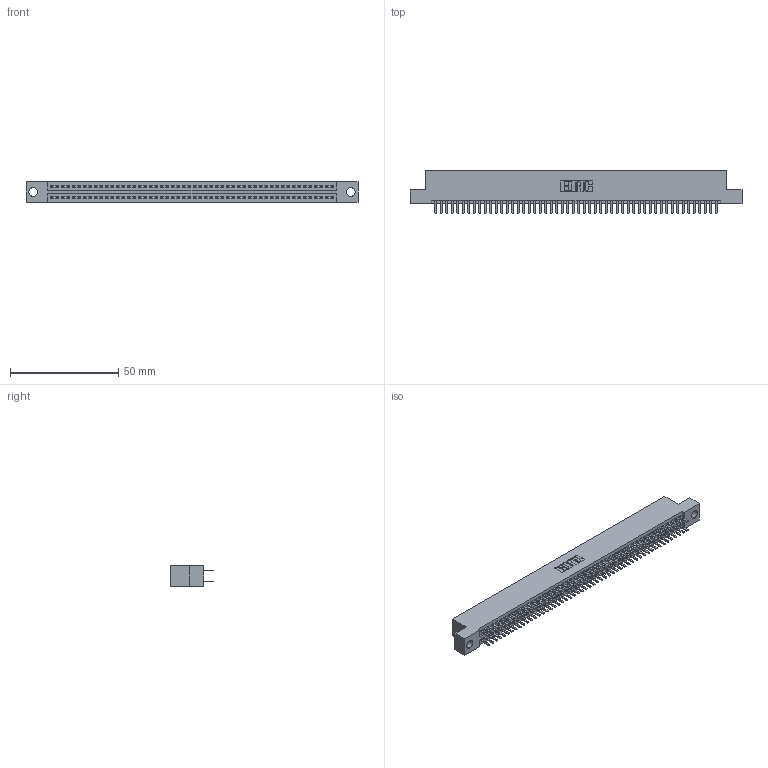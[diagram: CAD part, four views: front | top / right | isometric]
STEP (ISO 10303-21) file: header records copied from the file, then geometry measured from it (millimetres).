
FILE_DESCRIPTION (( 'STEP AP203' ), '1' );
FILE_NAME ('345-104-520-204.STEP', '2021-05-21T13:20:46', ( '' ), ( '' ), 'SwSTEP 2.0', 'SolidWorks 2020', '' );
FILE_SCHEMA (( 'CONFIG_CONTROL_DESIGN' ));
Length unit declared in the file: inch
Products named in the file (3): 345-292-001_345-293-120; 345-104-520-204; 345 Part_Flush Mounting Lugs - 0.156 Dia-TI
Assembly tree (105 placements, depth 2):
  345-104-520-204
    345 Part_Flush Mounting Lugs - 0.156 Dia-TI
    345-292-001_345-293-120  x104
Bounding box: 153.29 x 19.68 x 9.4 mm (x, y, z)
Volume: 14831.8 mm3; surface area: 21871.9 mm2
Topology: 105 solids, 105 shells, 5756 faces, 16705 edges, 10858 vertices
Faces by surface type: plane 3734, cylinder 2022
Entity records: 39987 total; most frequent: CARTESIAN_POINT 6710, ORIENTED_EDGE 6630, DIRECTION 5891, EDGE_CURVE 3315, VECTOR 2971, LINE 2971, VERTEX_POINT 2206, AXIS2_PLACEMENT_3D 1460
